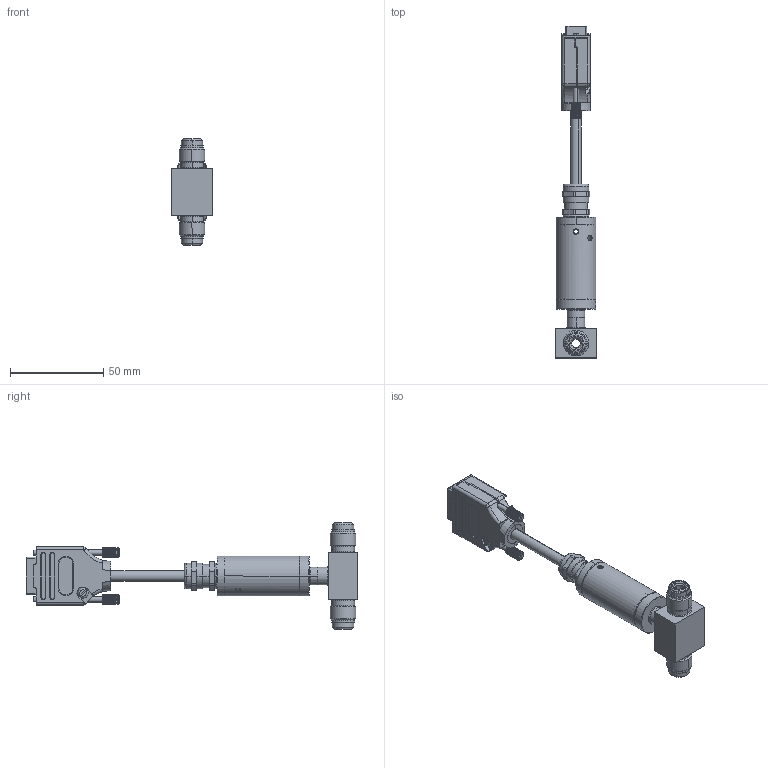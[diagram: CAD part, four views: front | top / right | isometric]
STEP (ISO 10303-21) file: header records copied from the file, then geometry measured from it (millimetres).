
FILE_DESCRIPTION (( 'STEP AP203' ), '1' );
FILE_NAME ('GFF-E-VM-L.STEP', '2018-07-19T19:21:55', ( 'mrutkowski' ), ( 'Hewlett-Packard Company' ), 'SwSTEP 2.0', 'SolidWorks 2017', '' );
FILE_SCHEMA (( 'CONFIG_CONTROL_DESIGN' ));
Length unit declared in the file: inch
Products named in the file (1): GFF-E-VM-L
Bounding box: 22.23 x 177.53 x 56.9 mm (x, y, z)
Volume: 26571.4 mm3; surface area: 30972.2 mm2
Topology: 18 solids, 18 shells, 1246 faces, 3281 edges, 2124 vertices
Faces by surface type: plane 581, cylinder 430, bspline 86, cone 79, torus 70
Entity records: 45109 total; most frequent: CARTESIAN_POINT 14633, ORIENTED_EDGE 6554, DIRECTION 6075, EDGE_CURVE 3277, AXIS2_PLACEMENT_3D 2163, VERTEX_POINT 2124, VECTOR 1749, LINE 1749
